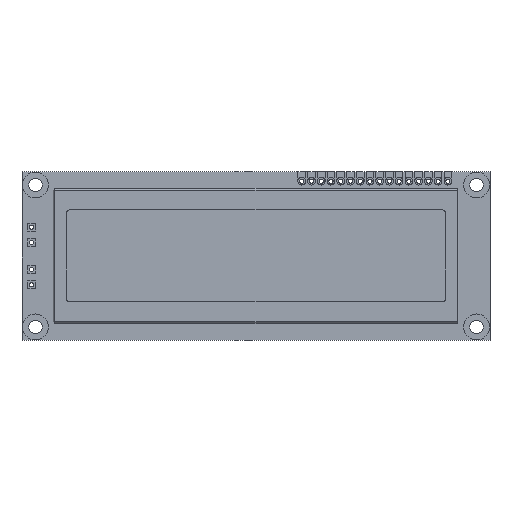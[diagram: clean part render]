
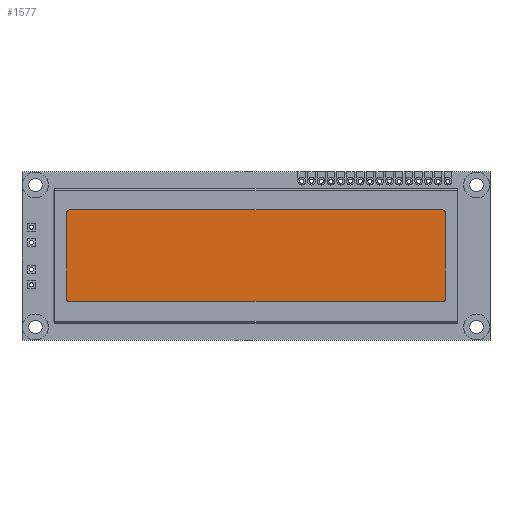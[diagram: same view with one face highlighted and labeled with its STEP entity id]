
A CAD part, top view. The second image highlights one B-rep face of the part: STEP entity #1577.
In plain terms, the highlighted planar face has unit normal (0, 0, 1).
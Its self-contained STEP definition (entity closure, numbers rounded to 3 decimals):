
#1505 = EDGE_CURVE('',#1506,#1508,#1510,.T.);
#1506 = VERTEX_POINT('',#1507);
#1507 = CARTESIAN_POINT('',(-66.5,-30.5,10.6));
#1508 = VERTEX_POINT('',#1509);
#1509 = CARTESIAN_POINT('',(-65.5,-31.5,10.6));
#1510 = CIRCLE('',#1511,1.);
#1511 = AXIS2_PLACEMENT_3D('',#1512,#1513,#1514);
#1512 = CARTESIAN_POINT('',(-65.5,-30.5,10.6));
#1513 = DIRECTION('',(0.,0.,1.));
#1514 = DIRECTION('',(0.,-1.,0.));
#1516 = EDGE_CURVE('',#1506,#1517,#1519,.T.);
#1517 = VERTEX_POINT('',#1518);
#1518 = CARTESIAN_POINT('',(-66.5,-8.5,10.6));
#1519 = LINE('',#1520,#1521);
#1520 = CARTESIAN_POINT('',(-66.5,-31.5,10.6));
#1521 = VECTOR('',#1522,1.);
#1522 = DIRECTION('',(0.,1.,0.));
#1524 = EDGE_CURVE('',#1517,#1525,#1527,.T.);
#1525 = VERTEX_POINT('',#1526);
#1526 = CARTESIAN_POINT('',(-65.5,-7.5,10.6));
#1527 = CIRCLE('',#1528,1.);
#1528 = AXIS2_PLACEMENT_3D('',#1529,#1530,#1531);
#1529 = CARTESIAN_POINT('',(-65.5,-8.5,10.6));
#1530 = DIRECTION('',(0.,0.,-1.));
#1531 = DIRECTION('',(0.,-1.,0.));
#1533 = EDGE_CURVE('',#1525,#1534,#1536,.T.);
#1534 = VERTEX_POINT('',#1535);
#1535 = CARTESIAN_POINT('',(31.5,-7.5,10.6));
#1536 = LINE('',#1537,#1538);
#1537 = CARTESIAN_POINT('',(-66.5,-7.5,10.6));
#1538 = VECTOR('',#1539,1.);
#1539 = DIRECTION('',(1.,0.,0.));
#1541 = EDGE_CURVE('',#1542,#1534,#1544,.T.);
#1542 = VERTEX_POINT('',#1543);
#1543 = CARTESIAN_POINT('',(32.5,-8.5,10.6));
#1544 = CIRCLE('',#1545,1.);
#1545 = AXIS2_PLACEMENT_3D('',#1546,#1547,#1548);
#1546 = CARTESIAN_POINT('',(31.5,-8.5,10.6));
#1547 = DIRECTION('',(0.,0.,1.));
#1548 = DIRECTION('',(0.,-1.,0.));
#1550 = EDGE_CURVE('',#1551,#1542,#1553,.T.);
#1551 = VERTEX_POINT('',#1552);
#1552 = CARTESIAN_POINT('',(32.5,-30.5,10.6));
#1553 = LINE('',#1554,#1555);
#1554 = CARTESIAN_POINT('',(32.5,-31.5,10.6));
#1555 = VECTOR('',#1556,1.);
#1556 = DIRECTION('',(0.,1.,0.));
#1558 = EDGE_CURVE('',#1559,#1551,#1561,.T.);
#1559 = VERTEX_POINT('',#1560);
#1560 = CARTESIAN_POINT('',(31.5,-31.5,10.6));
#1561 = CIRCLE('',#1562,1.);
#1562 = AXIS2_PLACEMENT_3D('',#1563,#1564,#1565);
#1563 = CARTESIAN_POINT('',(31.5,-30.5,10.6));
#1564 = DIRECTION('',(0.,0.,1.));
#1565 = DIRECTION('',(0.,-1.,0.));
#1567 = EDGE_CURVE('',#1508,#1559,#1568,.T.);
#1568 = LINE('',#1569,#1570);
#1569 = CARTESIAN_POINT('',(-66.5,-31.5,10.6));
#1570 = VECTOR('',#1571,1.);
#1571 = DIRECTION('',(1.,0.,0.));
#1577 = ADVANCED_FACE('',(#1578),#1588,.T.);
#1578 = FACE_BOUND('',#1579,.T.);
#1579 = EDGE_LOOP('',(#1580,#1581,#1582,#1583,#1584,#1585,#1586,#1587));
#1580 = ORIENTED_EDGE('',*,*,#1550,.T.);
#1581 = ORIENTED_EDGE('',*,*,#1541,.T.);
#1582 = ORIENTED_EDGE('',*,*,#1533,.F.);
#1583 = ORIENTED_EDGE('',*,*,#1524,.F.);
#1584 = ORIENTED_EDGE('',*,*,#1516,.F.);
#1585 = ORIENTED_EDGE('',*,*,#1505,.T.);
#1586 = ORIENTED_EDGE('',*,*,#1567,.T.);
#1587 = ORIENTED_EDGE('',*,*,#1558,.T.);
#1588 = PLANE('',#1589);
#1589 = AXIS2_PLACEMENT_3D('',#1590,#1591,#1592);
#1590 = CARTESIAN_POINT('',(-66.5,-31.5,10.6));
#1591 = DIRECTION('',(0.,0.,1.));
#1592 = DIRECTION('',(1.,0.,0.));
